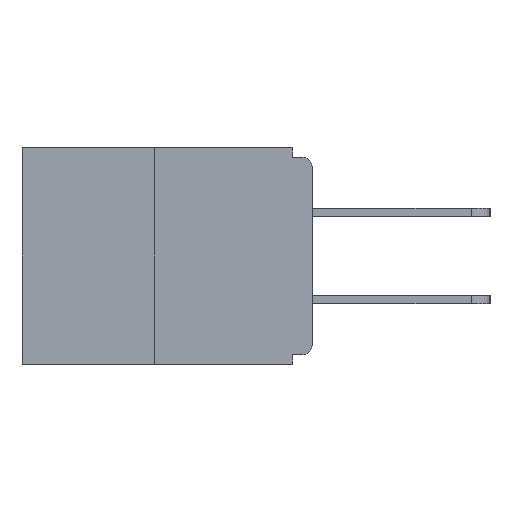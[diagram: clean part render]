
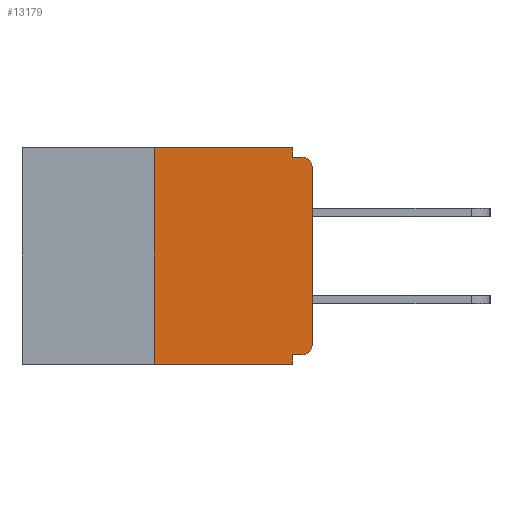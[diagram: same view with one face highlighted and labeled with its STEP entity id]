
A CAD part, left-side view. The second image highlights one B-rep face of the part: STEP entity #13179.
In plain terms, the highlighted planar face has unit normal (-1, 0, 0).
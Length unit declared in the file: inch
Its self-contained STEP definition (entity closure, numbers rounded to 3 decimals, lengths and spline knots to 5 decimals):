
#94 = LINE ( 'NONE', #9398, #19668 ) ;
#324 = VECTOR ( 'NONE', #5695, 39.37008 ) ;
#383 = VECTOR ( 'NONE', #5691, 39.37008 ) ;
#435 = ORIENTED_EDGE ( 'NONE', *, *, #11092, .F. ) ;
#534 = CARTESIAN_POINT ( 'NONE',  ( 0., 0.46, -0.343 ) ) ;
#767 = CARTESIAN_POINT ( 'NONE',  ( 0., 0.015, -0.015 ) ) ;
#1317 = VERTEX_POINT ( 'NONE', #15023 ) ;
#1339 = ORIENTED_EDGE ( 'NONE', *, *, #19597, .T. ) ;
#1549 = CARTESIAN_POINT ( 'NONE',  ( 0., 0., -0.03 ) ) ;
#1808 = PLANE ( 'NONE',  #13996 ) ;
#1988 = VECTOR ( 'NONE', #13984, 39.37008 ) ;
#2021 = ORIENTED_EDGE ( 'NONE', *, *, #14783, .T. ) ;
#2484 = VERTEX_POINT ( 'NONE', #4399 ) ;
#3176 = CARTESIAN_POINT ( 'NONE',  ( 0., 0.25, 0. ) ) ;
#3346 = LINE ( 'NONE', #20703, #383 ) ;
#3382 = CIRCLE ( 'NONE', #20053, 0.015 ) ;
#3688 = CARTESIAN_POINT ( 'NONE',  ( 0., 0.031, 0. ) ) ;
#4137 = CIRCLE ( 'NONE', #17157, 0.015 ) ;
#4195 = VERTEX_POINT ( 'NONE', #6574 ) ;
#4315 = CARTESIAN_POINT ( 'NONE',  ( 0., 0.031, -0.343 ) ) ;
#4366 = VERTEX_POINT ( 'NONE', #22389 ) ;
#4399 = CARTESIAN_POINT ( 'NONE',  ( 0., 0.031, 0. ) ) ;
#5032 = ORIENTED_EDGE ( 'NONE', *, *, #24578, .F. ) ;
#5364 = VECTOR ( 'NONE', #7359, 39.37008 ) ;
#5377 = LINE ( 'NONE', #4315, #10421 ) ;
#5691 = DIRECTION ( 'NONE',  ( 0., 0., 1. ) ) ;
#5695 = DIRECTION ( 'NONE',  ( 0., 0., -1. ) ) ;
#5786 = ORIENTED_EDGE ( 'NONE', *, *, #21515, .F. ) ;
#5923 = EDGE_CURVE ( 'NONE', #1317, #10382, #19054, .T. ) ;
#6574 = CARTESIAN_POINT ( 'NONE',  ( 0., 0.031, -0.328 ) ) ;
#7092 = CARTESIAN_POINT ( 'NONE',  ( 0., 0.015, -0.03 ) ) ;
#7254 = DIRECTION ( 'NONE',  ( 0., 0., -1. ) ) ;
#7359 = DIRECTION ( 'NONE',  ( 0., -1., 0. ) ) ;
#7640 = DIRECTION ( 'NONE',  ( 0., 0., -1. ) ) ;
#8233 = ORIENTED_EDGE ( 'NONE', *, *, #23563, .T. ) ;
#8706 = CARTESIAN_POINT ( 'NONE',  ( 0., 0.015, -0.328 ) ) ;
#9398 = CARTESIAN_POINT ( 'NONE',  ( 0., 0., -0.328 ) ) ;
#9417 = LINE ( 'NONE', #534, #1988 ) ;
#9459 = DIRECTION ( 'NONE',  ( -1., 0., 0. ) ) ;
#10382 = VERTEX_POINT ( 'NONE', #3176 ) ;
#10421 = VECTOR ( 'NONE', #23459, 39.37008 ) ;
#11030 = EDGE_CURVE ( 'NONE', #2484, #24438, #17859, .T. ) ;
#11073 = DIRECTION ( 'NONE',  ( -1., 0., 0. ) ) ;
#11092 = EDGE_CURVE ( 'NONE', #24438, #11832, #22322, .T. ) ;
#11098 = LINE ( 'NONE', #12385, #23012 ) ;
#11252 = CARTESIAN_POINT ( 'NONE',  ( 0., 0., -0.015 ) ) ;
#11495 = EDGE_CURVE ( 'NONE', #16034, #11832, #4137, .T. ) ;
#11738 = DIRECTION ( 'NONE',  ( 0., 0., -1. ) ) ;
#11832 = VERTEX_POINT ( 'NONE', #767 ) ;
#12385 = CARTESIAN_POINT ( 'NONE',  ( 0., 0.46, 0. ) ) ;
#13179 = ADVANCED_FACE ( 'NONE', ( #21307 ), #1808, .F. ) ;
#13385 = DIRECTION ( 'NONE',  ( 0., 1., 0. ) ) ;
#13984 = DIRECTION ( 'NONE',  ( 0., -1., 0. ) ) ;
#13996 = AXIS2_PLACEMENT_3D ( 'NONE', #17381, #22966, #11738 ) ;
#14302 = VECTOR ( 'NONE', #19812, 39.37008 ) ;
#14524 = EDGE_LOOP ( 'NONE', ( #5786, #21288, #1339, #5032, #19539, #2021, #8233, #24360, #435, #22944 ) ) ;
#14783 = EDGE_CURVE ( 'NONE', #22784, #4366, #3382, .T. ) ;
#15023 = CARTESIAN_POINT ( 'NONE',  ( 0., 0.25, -0.343 ) ) ;
#15303 = CARTESIAN_POINT ( 'NONE',  ( 0., 0.015, -0.313 ) ) ;
#15882 = CARTESIAN_POINT ( 'NONE',  ( 0., 0.031, -0.343 ) ) ;
#16034 = VERTEX_POINT ( 'NONE', #1549 ) ;
#17157 = AXIS2_PLACEMENT_3D ( 'NONE', #7092, #11073, #7254 ) ;
#17381 = CARTESIAN_POINT ( 'NONE',  ( 0., 0.46, 0. ) ) ;
#17859 = LINE ( 'NONE', #3688, #324 ) ;
#18082 = VERTEX_POINT ( 'NONE', #15882 ) ;
#19054 = LINE ( 'NONE', #22869, #14302 ) ;
#19539 = ORIENTED_EDGE ( 'NONE', *, *, #22387, .F. ) ;
#19597 = EDGE_CURVE ( 'NONE', #1317, #18082, #9417, .T. ) ;
#19668 = VECTOR ( 'NONE', #13385, 39.37008 ) ;
#19812 = DIRECTION ( 'NONE',  ( 0., 0., 1. ) ) ;
#20053 = AXIS2_PLACEMENT_3D ( 'NONE', #15303, #9459, #7640 ) ;
#20703 = CARTESIAN_POINT ( 'NONE',  ( 0., 0., 0. ) ) ;
#21288 = ORIENTED_EDGE ( 'NONE', *, *, #5923, .F. ) ;
#21307 = FACE_OUTER_BOUND ( 'NONE', #14524, .T. ) ;
#21515 = EDGE_CURVE ( 'NONE', #10382, #2484, #11098, .T. ) ;
#21708 = DIRECTION ( 'NONE',  ( 0., -1., 0. ) ) ;
#22322 = LINE ( 'NONE', #11252, #5364 ) ;
#22387 = EDGE_CURVE ( 'NONE', #22784, #4195, #94, .T. ) ;
#22389 = CARTESIAN_POINT ( 'NONE',  ( 0., 0., -0.313 ) ) ;
#22784 = VERTEX_POINT ( 'NONE', #8706 ) ;
#22869 = CARTESIAN_POINT ( 'NONE',  ( 0., 0.25, 0. ) ) ;
#22944 = ORIENTED_EDGE ( 'NONE', *, *, #11030, .F. ) ;
#22966 = DIRECTION ( 'NONE',  ( 1., 0., 0. ) ) ;
#23012 = VECTOR ( 'NONE', #21708, 39.37008 ) ;
#23111 = CARTESIAN_POINT ( 'NONE',  ( 0., 0.031, -0.015 ) ) ;
#23459 = DIRECTION ( 'NONE',  ( 0., 0., -1. ) ) ;
#23563 = EDGE_CURVE ( 'NONE', #4366, #16034, #3346, .T. ) ;
#24360 = ORIENTED_EDGE ( 'NONE', *, *, #11495, .T. ) ;
#24438 = VERTEX_POINT ( 'NONE', #23111 ) ;
#24578 = EDGE_CURVE ( 'NONE', #4195, #18082, #5377, .T. ) ;
